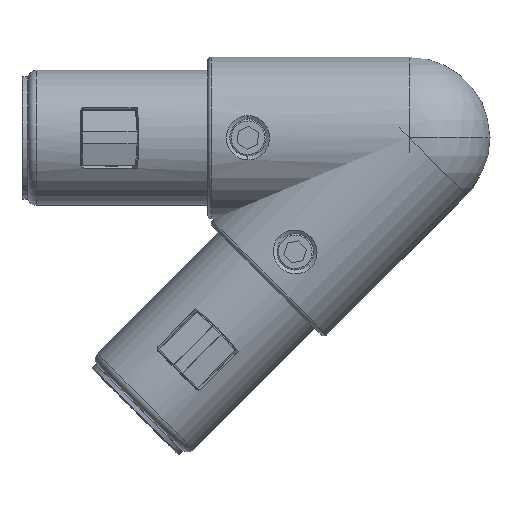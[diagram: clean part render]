
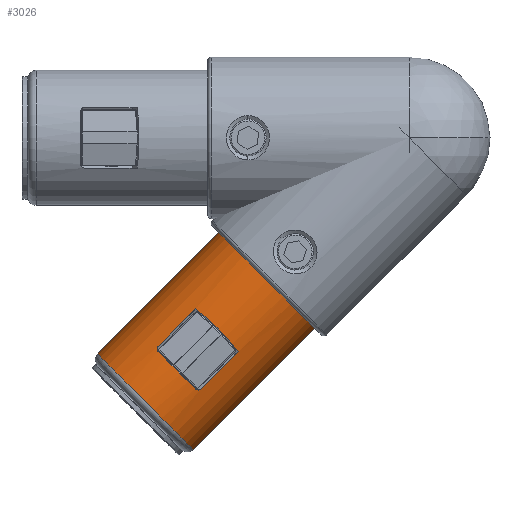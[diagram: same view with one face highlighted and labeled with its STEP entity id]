
A CAD part, top view. The second image highlights one B-rep face of the part: STEP entity #3026.
In plain terms, the highlighted cylindrical face has radius 16.75 mm (diameter 33.5 mm), a partial arc.
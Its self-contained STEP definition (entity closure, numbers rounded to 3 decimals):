
#12 = CARTESIAN_POINT ( 'NONE',  ( -15.437, 53.033, -62.225 ) ) ;
#142 = DIRECTION ( 'NONE',  ( 0., 0.707, 0.707 ) ) ;
#235 = ORIENTED_EDGE ( 'NONE', *, *, #327, .T. ) ;
#295 = CARTESIAN_POINT ( 'NONE',  ( -15.437, 53.033, -62.225 ) ) ;
#327 = EDGE_CURVE ( 'NONE', #2248, #7038, #7534, .T. ) ;
#344 = LINE ( 'NONE', #6265, #3395 ) ;
#493 = CARTESIAN_POINT ( 'NONE',  ( 0., 53.563, -77.251 ) ) ;
#568 = AXIS2_PLACEMENT_3D ( 'NONE', #3109, #836, #7700 ) ;
#647 = CARTESIAN_POINT ( 'NONE',  ( -15.437, 62.225, -53.033 ) ) ;
#654 = EDGE_CURVE ( 'NONE', #6477, #2248, #727, .T. ) ;
#666 = CARTESIAN_POINT ( 'NONE',  ( -15.329, 62.387, -52.837 ) ) ;
#691 = EDGE_LOOP ( 'NONE', ( #4604, #3567, #6340, #1505, #2636, #7531 ) ) ;
#699 = CARTESIAN_POINT ( 'NONE',  ( -14.977, 62.225, -51.619 ) ) ;
#727 = CIRCLE ( 'NONE', #5307, 16.75 ) ;
#836 = DIRECTION ( 'NONE',  ( 0., -0.707, 0.707 ) ) ;
#1015 = CARTESIAN_POINT ( 'NONE',  ( 0., 66.822, -66.822 ) ) ;
#1066 = EDGE_CURVE ( 'NONE', #4406, #3190, #3076, .T. ) ;
#1134 = EDGE_CURVE ( 'NONE', #7038, #9624, #7076, .T. ) ;
#1163 = CARTESIAN_POINT ( 'NONE',  ( 0., 77.251, -53.563 ) ) ;
#1326 = CARTESIAN_POINT ( 'NONE',  ( -15.384, 62.316, -52.943 ) ) ;
#1480 = CARTESIAN_POINT ( 'NONE',  ( 0., 35.355, -35.355 ) ) ;
#1505 = ORIENTED_EDGE ( 'NONE', *, *, #8669, .F. ) ;
#1509 = CARTESIAN_POINT ( 'NONE',  ( -15.083, 52.217, -62.521 ) ) ;
#1632 = FACE_OUTER_BOUND ( 'NONE', #6596, .T. ) ;
#1690 = B_SPLINE_CURVE_WITH_KNOTS ( 'NONE', 3,
 ( #12, #8263, #3852, #2965, #6018, #1509, #9002, #6757, #4484, #2280 ),
 .UNSPECIFIED., .F., .F.,
 ( 4, 2, 2, 2, 4 ),
 ( 0., 0., 0.001, 0.001, 0.002 ),
 .UNSPECIFIED. ) ;
#1796 =( BOUNDED_CURVE ( )  B_SPLINE_CURVE ( 3, ( #9441, #6417, #5005, #5766 ),
 .UNSPECIFIED., .F., .F. ) 
 B_SPLINE_CURVE_WITH_KNOTS ( ( 4, 4 ),
 ( 5.819, 6.747 ),
 .UNSPECIFIED. ) 
 CURVE ( )  GEOMETRIC_REPRESENTATION_ITEM ( )  RATIONAL_B_SPLINE_CURVE ( ( 1., 0.929, 0.929, 1. ) ) 
 REPRESENTATION_ITEM ( '' )  );
#1882 = EDGE_CURVE ( 'NONE', #6477, #9624, #5535, .T. ) ;
#2078 = DIRECTION ( 'NONE',  ( 0., -0.707, 0.707 ) ) ;
#2089 = CARTESIAN_POINT ( 'NONE',  ( -14.992, 62.399, -51.834 ) ) ;
#2119 = CARTESIAN_POINT ( 'NONE',  ( -15.223, 62.487, -52.604 ) ) ;
#2248 = VERTEX_POINT ( 'NONE', #493 ) ;
#2280 = CARTESIAN_POINT ( 'NONE',  ( -14.977, 51.619, -62.225 ) ) ;
#2376 = CARTESIAN_POINT ( 'NONE',  ( 0., 65.407, -65.407 ) ) ;
#2412 = DIRECTION ( 'NONE',  ( 0., 0.707, -0.707 ) ) ;
#2523 = B_SPLINE_CURVE_WITH_KNOTS ( 'NONE', 3,
 ( #9510, #7175, #2089, #6608, #5106, #5194, #2119, #666, #1326, #5932 ),
 .UNSPECIFIED., .F., .F.,
 ( 4, 2, 2, 2, 4 ),
 ( 0., 0., 0.001, 0.001, 0.002 ),
 .UNSPECIFIED. ) ;
#2636 = ORIENTED_EDGE ( 'NONE', *, *, #3472, .F. ) ;
#2965 = CARTESIAN_POINT ( 'NONE',  ( -15.223, 52.604, -62.487 ) ) ;
#3026 = ADVANCED_FACE ( 'NONE', ( #1632, #3164 ), #3885, .T. ) ;
#3057 = CARTESIAN_POINT ( 'NONE',  ( -14.977, 61.518, -72.125 ) ) ;
#3076 = LINE ( 'NONE', #3057, #5302 ) ;
#3109 = CARTESIAN_POINT ( 'NONE',  ( 0., 57.629, -57.629 ) ) ;
#3164 = FACE_BOUND ( 'NONE', #691, .T. ) ;
#3190 = VERTEX_POINT ( 'NONE', #7296 ) ;
#3275 = DIRECTION ( 'NONE',  ( 0., 0.707, -0.707 ) ) ;
#3395 = VECTOR ( 'NONE', #3275, 1000. ) ;
#3472 = EDGE_CURVE ( 'NONE', #6774, #8772, #344, .T. ) ;
#3567 = ORIENTED_EDGE ( 'NONE', *, *, #4519, .F. ) ;
#3610 = CIRCLE ( 'NONE', #568, 16.75 ) ;
#3631 = ORIENTED_EDGE ( 'NONE', *, *, #1134, .T. ) ;
#3674 = DIRECTION ( 'NONE',  ( 0., -0.707, 0.707 ) ) ;
#3852 = CARTESIAN_POINT ( 'NONE',  ( -15.329, 52.838, -62.387 ) ) ;
#3885 = CYLINDRICAL_SURFACE ( 'NONE', #7592, 16.75 ) ;
#4134 = CARTESIAN_POINT ( 'NONE',  ( 0., 23.511, -47.199 ) ) ;
#4406 = VERTEX_POINT ( 'NONE', #7340 ) ;
#4465 = DIRECTION ( 'NONE',  ( 0., -0.707, 0.707 ) ) ;
#4484 = CARTESIAN_POINT ( 'NONE',  ( -14.977, 51.717, -62.324 ) ) ;
#4519 = EDGE_CURVE ( 'NONE', #4684, #4406, #1690, .T. ) ;
#4604 = ORIENTED_EDGE ( 'NONE', *, *, #1066, .F. ) ;
#4684 = VERTEX_POINT ( 'NONE', #295 ) ;
#5005 = CARTESIAN_POINT ( 'NONE',  ( -17.386, 49.158, -45.354 ) ) ;
#5106 = CARTESIAN_POINT ( 'NONE',  ( -15.083, 62.521, -52.218 ) ) ;
#5194 = CARTESIAN_POINT ( 'NONE',  ( -15.172, 62.515, -52.477 ) ) ;
#5300 = VECTOR ( 'NONE', #5722, 1000. ) ;
#5302 = VECTOR ( 'NONE', #3674, 1000. ) ;
#5307 = AXIS2_PLACEMENT_3D ( 'NONE', #2376, #6053, #142 ) ;
#5535 = LINE ( 'NONE', #8179, #8097 ) ;
#5722 = DIRECTION ( 'NONE',  ( 0., -0.707, 0.707 ) ) ;
#5766 = CARTESIAN_POINT ( 'NONE',  ( -14.977, 53.015, -42.409 ) ) ;
#5932 = CARTESIAN_POINT ( 'NONE',  ( -15.437, 62.225, -53.033 ) ) ;
#6018 = CARTESIAN_POINT ( 'NONE',  ( -15.172, 52.478, -62.515 ) ) ;
#6053 = DIRECTION ( 'NONE',  ( 0., -0.707, 0.707 ) ) ;
#6058 = EDGE_CURVE ( 'NONE', #6682, #4684, #3610, .T. ) ;
#6265 = CARTESIAN_POINT ( 'NONE',  ( -14.977, 72.125, -61.518 ) ) ;
#6340 = ORIENTED_EDGE ( 'NONE', *, *, #6058, .F. ) ;
#6417 = CARTESIAN_POINT ( 'NONE',  ( -17.386, 45.354, -49.158 ) ) ;
#6477 = VERTEX_POINT ( 'NONE', #1163 ) ;
#6596 = EDGE_LOOP ( 'NONE', ( #7316, #8204, #235, #3631 ) ) ;
#6608 = CARTESIAN_POINT ( 'NONE',  ( -15.045, 62.498, -52.084 ) ) ;
#6682 = VERTEX_POINT ( 'NONE', #647 ) ;
#6757 = CARTESIAN_POINT ( 'NONE',  ( -14.992, 51.834, -62.399 ) ) ;
#6774 = VERTEX_POINT ( 'NONE', #9049 ) ;
#7038 = VERTEX_POINT ( 'NONE', #4134 ) ;
#7076 = CIRCLE ( 'NONE', #8133, 16.75 ) ;
#7175 = CARTESIAN_POINT ( 'NONE',  ( -14.977, 62.324, -51.717 ) ) ;
#7258 = CARTESIAN_POINT ( 'NONE',  ( 0., 47.199, -23.511 ) ) ;
#7296 = CARTESIAN_POINT ( 'NONE',  ( -14.977, 42.409, -53.015 ) ) ;
#7316 = ORIENTED_EDGE ( 'NONE', *, *, #1882, .F. ) ;
#7340 = CARTESIAN_POINT ( 'NONE',  ( -14.977, 51.619, -62.225 ) ) ;
#7531 = ORIENTED_EDGE ( 'NONE', *, *, #8551, .F. ) ;
#7534 = LINE ( 'NONE', #7967, #5300 ) ;
#7592 = AXIS2_PLACEMENT_3D ( 'NONE', #1015, #2078, #7965 ) ;
#7700 = DIRECTION ( 'NONE',  ( 0., 0.707, 0.707 ) ) ;
#7965 = DIRECTION ( 'NONE',  ( 0., -0.707, -0.707 ) ) ;
#7967 = CARTESIAN_POINT ( 'NONE',  ( 0., 54.978, -78.666 ) ) ;
#8097 = VECTOR ( 'NONE', #4465, 1000. ) ;
#8133 = AXIS2_PLACEMENT_3D ( 'NONE', #1480, #2412, #8294 ) ;
#8179 = CARTESIAN_POINT ( 'NONE',  ( 0., 78.666, -54.978 ) ) ;
#8204 = ORIENTED_EDGE ( 'NONE', *, *, #654, .T. ) ;
#8263 = CARTESIAN_POINT ( 'NONE',  ( -15.384, 52.943, -62.316 ) ) ;
#8294 = DIRECTION ( 'NONE',  ( 0., 0.707, 0.707 ) ) ;
#8551 = EDGE_CURVE ( 'NONE', #3190, #6774, #1796, .T. ) ;
#8669 = EDGE_CURVE ( 'NONE', #8772, #6682, #2523, .T. ) ;
#8772 = VERTEX_POINT ( 'NONE', #699 ) ;
#9002 = CARTESIAN_POINT ( 'NONE',  ( -15.045, 52.085, -62.498 ) ) ;
#9049 = CARTESIAN_POINT ( 'NONE',  ( -14.977, 53.015, -42.409 ) ) ;
#9441 = CARTESIAN_POINT ( 'NONE',  ( -14.977, 42.409, -53.015 ) ) ;
#9510 = CARTESIAN_POINT ( 'NONE',  ( -14.977, 62.225, -51.619 ) ) ;
#9624 = VERTEX_POINT ( 'NONE', #7258 ) ;
